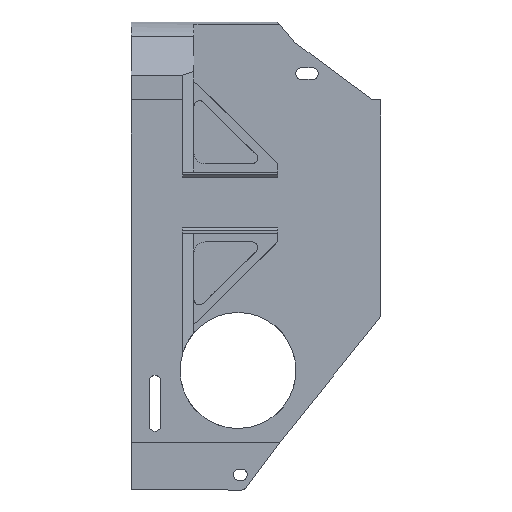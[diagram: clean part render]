
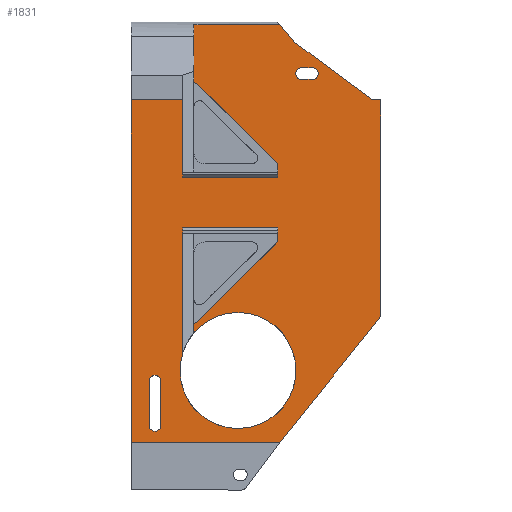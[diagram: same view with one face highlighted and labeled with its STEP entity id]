
A CAD part, left-side view. The second image highlights one B-rep face of the part: STEP entity #1831.
In plain terms, the highlighted planar face has unit normal (-1, 0, 0).
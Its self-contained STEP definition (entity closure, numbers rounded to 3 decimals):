
#60=FACE_BOUND('',#654,.T.);
#61=FACE_BOUND('',#655,.T.);
#62=FACE_BOUND('',#656,.T.);
#97=LINE('',#2637,#299);
#102=LINE('',#2651,#304);
#107=LINE('',#2665,#309);
#111=LINE('',#2677,#313);
#122=LINE('',#2703,#324);
#148=LINE('',#2760,#350);
#161=LINE('',#2785,#363);
#182=LINE('',#2843,#384);
#185=LINE('',#2849,#387);
#198=LINE('',#2882,#400);
#200=LINE('',#2886,#402);
#218=LINE('',#2939,#420);
#220=LINE('',#2943,#422);
#226=LINE('',#2959,#428);
#229=LINE('',#2967,#431);
#230=LINE('',#2969,#432);
#231=LINE('',#2971,#433);
#232=LINE('',#2973,#434);
#233=LINE('',#2975,#435);
#234=LINE('',#2976,#436);
#235=LINE('',#2978,#437);
#236=LINE('',#2979,#438);
#237=LINE('',#2981,#439);
#299=VECTOR('',#2115,10.);
#304=VECTOR('',#2128,10.);
#309=VECTOR('',#2141,10.);
#313=VECTOR('',#2153,10.);
#324=VECTOR('',#2176,10.);
#350=VECTOR('',#2220,10.);
#363=VECTOR('',#2241,10.);
#384=VECTOR('',#2298,10.);
#387=VECTOR('',#2303,10.);
#400=VECTOR('',#2328,10.);
#402=VECTOR('',#2332,10.);
#420=VECTOR('',#2384,10.);
#422=VECTOR('',#2388,10.);
#428=VECTOR('',#2402,10.);
#431=VECTOR('',#2411,10.);
#432=VECTOR('',#2412,10.);
#433=VECTOR('',#2413,10.);
#434=VECTOR('',#2414,10.);
#435=VECTOR('',#2415,10.);
#436=VECTOR('',#2416,10.);
#437=VECTOR('',#2417,10.);
#438=VECTOR('',#2418,10.);
#439=VECTOR('',#2419,10.);
#552=FACE_OUTER_BOUND('',#653,.T.);
#653=EDGE_LOOP('',(#1451,#1452,#1453,#1454,#1455,#1456,#1457,#1458,#1459,
#1460,#1461,#1462,#1463,#1464));
#654=EDGE_LOOP('',(#1465,#1466,#1467,#1468));
#655=EDGE_LOOP('',(#1469,#1470,#1471,#1472));
#656=EDGE_LOOP('',(#1473,#1474,#1475,#1476,#1477,#1478,#1479));
#710=CIRCLE('',#1950,2.1);
#712=CIRCLE('',#1954,2.1);
#715=CIRCLE('',#1959,2.1);
#717=CIRCLE('',#1963,2.1);
#734=CIRCLE('',#2031,20.75);
#735=CIRCLE('',#2032,20.75);
#761=VERTEX_POINT('',#2635);
#762=VERTEX_POINT('',#2636);
#765=VERTEX_POINT('',#2644);
#767=VERTEX_POINT('',#2650);
#771=VERTEX_POINT('',#2662);
#772=VERTEX_POINT('',#2664);
#774=VERTEX_POINT('',#2670);
#776=VERTEX_POINT('',#2676);
#784=VERTEX_POINT('',#2700);
#785=VERTEX_POINT('',#2702);
#806=VERTEX_POINT('',#2757);
#807=VERTEX_POINT('',#2759);
#815=VERTEX_POINT('',#2783);
#834=VERTEX_POINT('',#2841);
#836=VERTEX_POINT('',#2847);
#849=VERTEX_POINT('',#2879);
#850=VERTEX_POINT('',#2881);
#851=VERTEX_POINT('',#2885);
#869=VERTEX_POINT('',#2938);
#870=VERTEX_POINT('',#2942);
#876=VERTEX_POINT('',#2958);
#878=VERTEX_POINT('',#2966);
#879=VERTEX_POINT('',#2968);
#880=VERTEX_POINT('',#2970);
#881=VERTEX_POINT('',#2972);
#882=VERTEX_POINT('',#2974);
#883=VERTEX_POINT('',#2977);
#884=VERTEX_POINT('',#2980);
#885=VERTEX_POINT('',#2982);
#932=EDGE_CURVE('',#761,#762,#97,.T.);
#936=EDGE_CURVE('',#762,#765,#710,.T.);
#939=EDGE_CURVE('',#765,#767,#102,.T.);
#942=EDGE_CURVE('',#767,#761,#712,.T.);
#946=EDGE_CURVE('',#772,#771,#107,.T.);
#949=EDGE_CURVE('',#774,#772,#715,.T.);
#952=EDGE_CURVE('',#776,#774,#111,.T.);
#955=EDGE_CURVE('',#771,#776,#717,.T.);
#965=EDGE_CURVE('',#785,#784,#122,.T.);
#993=EDGE_CURVE('',#807,#806,#148,.T.);
#1006=EDGE_CURVE('',#806,#815,#161,.T.);
#1035=EDGE_CURVE('',#784,#834,#182,.T.);
#1038=EDGE_CURVE('',#834,#836,#185,.T.);
#1054=EDGE_CURVE('',#850,#849,#198,.T.);
#1056=EDGE_CURVE('',#850,#851,#200,.T.);
#1082=EDGE_CURVE('',#869,#807,#218,.T.);
#1084=EDGE_CURVE('',#836,#870,#220,.T.);
#1092=EDGE_CURVE('',#869,#876,#226,.T.);
#1096=EDGE_CURVE('',#815,#878,#229,.T.);
#1097=EDGE_CURVE('',#878,#879,#230,.T.);
#1098=EDGE_CURVE('',#879,#880,#231,.T.);
#1099=EDGE_CURVE('',#881,#880,#232,.T.);
#1100=EDGE_CURVE('',#881,#882,#233,.T.);
#1101=EDGE_CURVE('',#851,#882,#234,.T.);
#1102=EDGE_CURVE('',#849,#883,#235,.T.);
#1103=EDGE_CURVE('',#876,#883,#236,.T.);
#1104=EDGE_CURVE('',#884,#870,#237,.T.);
#1105=EDGE_CURVE('',#885,#884,#734,.T.);
#1106=EDGE_CURVE('',#785,#885,#735,.T.);
#1451=ORIENTED_EDGE('',*,*,#1082,.T.);
#1452=ORIENTED_EDGE('',*,*,#993,.T.);
#1453=ORIENTED_EDGE('',*,*,#1006,.T.);
#1454=ORIENTED_EDGE('',*,*,#1096,.T.);
#1455=ORIENTED_EDGE('',*,*,#1097,.T.);
#1456=ORIENTED_EDGE('',*,*,#1098,.T.);
#1457=ORIENTED_EDGE('',*,*,#1099,.F.);
#1458=ORIENTED_EDGE('',*,*,#1100,.T.);
#1459=ORIENTED_EDGE('',*,*,#1101,.F.);
#1460=ORIENTED_EDGE('',*,*,#1056,.F.);
#1461=ORIENTED_EDGE('',*,*,#1054,.T.);
#1462=ORIENTED_EDGE('',*,*,#1102,.T.);
#1463=ORIENTED_EDGE('',*,*,#1103,.F.);
#1464=ORIENTED_EDGE('',*,*,#1092,.F.);
#1465=ORIENTED_EDGE('',*,*,#939,.T.);
#1466=ORIENTED_EDGE('',*,*,#942,.T.);
#1467=ORIENTED_EDGE('',*,*,#932,.T.);
#1468=ORIENTED_EDGE('',*,*,#936,.T.);
#1469=ORIENTED_EDGE('',*,*,#952,.T.);
#1470=ORIENTED_EDGE('',*,*,#949,.T.);
#1471=ORIENTED_EDGE('',*,*,#946,.T.);
#1472=ORIENTED_EDGE('',*,*,#955,.T.);
#1473=ORIENTED_EDGE('',*,*,#1084,.T.);
#1474=ORIENTED_EDGE('',*,*,#1104,.F.);
#1475=ORIENTED_EDGE('',*,*,#1105,.F.);
#1476=ORIENTED_EDGE('',*,*,#1106,.F.);
#1477=ORIENTED_EDGE('',*,*,#965,.T.);
#1478=ORIENTED_EDGE('',*,*,#1035,.T.);
#1479=ORIENTED_EDGE('',*,*,#1038,.T.);
#1750=PLANE('',#2030);
#1831=ADVANCED_FACE('',(#552,#60,#61,#62),#1750,.F.);
#1950=AXIS2_PLACEMENT_3D('',#2645,#2121,#2122);
#1954=AXIS2_PLACEMENT_3D('',#2656,#2133,#2134);
#1959=AXIS2_PLACEMENT_3D('',#2671,#2147,#2148);
#1963=AXIS2_PLACEMENT_3D('',#2681,#2159,#2160);
#2030=AXIS2_PLACEMENT_3D('',#2965,#2409,#2410);
#2031=AXIS2_PLACEMENT_3D('',#2983,#2420,#2421);
#2032=AXIS2_PLACEMENT_3D('',#2984,#2422,#2423);
#2115=DIRECTION('',(0.,0.,-1.));
#2121=DIRECTION('center_axis',(1.,0.,0.));
#2122=DIRECTION('ref_axis',(0.,-1.,0.));
#2128=DIRECTION('',(0.,0.,1.));
#2133=DIRECTION('center_axis',(1.,0.,0.));
#2134=DIRECTION('ref_axis',(0.,1.,0.));
#2141=DIRECTION('',(0.,1.,0.));
#2147=DIRECTION('center_axis',(1.,0.,0.));
#2148=DIRECTION('ref_axis',(0.,0.,-1.));
#2153=DIRECTION('',(0.,-1.,0.));
#2159=DIRECTION('center_axis',(1.,0.,0.));
#2160=DIRECTION('ref_axis',(0.,0.,1.));
#2176=DIRECTION('',(0.,0.,1.));
#2220=DIRECTION('',(0.,0.,-1.));
#2241=DIRECTION('',(0.,1.,0.));
#2298=DIRECTION('',(0.,-1.,0.));
#2303=DIRECTION('',(0.,0.,-1.));
#2328=DIRECTION('',(0.,0.803,0.596));
#2332=DIRECTION('',(0.,-1.,0.));
#2384=DIRECTION('',(0.,-0.713,-0.701));
#2388=DIRECTION('',(0.,0.713,-0.701));
#2402=DIRECTION('',(0.,0.,1.));
#2409=DIRECTION('center_axis',(1.,0.,0.));
#2410=DIRECTION('ref_axis',(0.,0.,-1.));
#2411=DIRECTION('',(0.,0.,1.));
#2412=DIRECTION('',(0.,1.,0.));
#2413=DIRECTION('',(0.,0.,-1.));
#2414=DIRECTION('',(0.,1.,0.));
#2415=DIRECTION('',(0.,-0.625,0.78));
#2416=DIRECTION('',(0.,0.,-1.));
#2417=DIRECTION('',(0.,0.644,0.765));
#2418=DIRECTION('',(0.,-1.,0.));
#2419=DIRECTION('',(0.,0.,1.));
#2420=DIRECTION('center_axis',(-1.,0.,0.));
#2421=DIRECTION('ref_axis',(0.,0.,-1.));
#2422=DIRECTION('center_axis',(-1.,0.,0.));
#2423=DIRECTION('ref_axis',(0.,0.,-1.));
#2635=CARTESIAN_POINT('',(359.073,30.328,-43.211));
#2636=CARTESIAN_POINT('',(359.073,30.328,-59.011));
#2637=CARTESIAN_POINT('',(359.073,30.328,-29.213));
#2644=CARTESIAN_POINT('',(359.073,34.528,-59.011));
#2645=CARTESIAN_POINT('Origin',(359.073,32.428,-59.011));
#2650=CARTESIAN_POINT('',(359.073,34.528,-43.211));
#2651=CARTESIAN_POINT('',(359.073,34.528,-21.313));
#2656=CARTESIAN_POINT('Origin',(359.073,32.428,-43.211));
#2662=CARTESIAN_POINT('',(359.073,-20.037,64.784));
#2664=CARTESIAN_POINT('',(359.073,-23.837,64.784));
#2665=CARTESIAN_POINT('',(359.073,-5.774,64.784));
#2670=CARTESIAN_POINT('',(359.073,-23.837,68.984));
#2671=CARTESIAN_POINT('Origin',(359.073,-23.837,66.884));
#2676=CARTESIAN_POINT('',(359.073,-20.037,68.984));
#2677=CARTESIAN_POINT('',(359.073,-3.874,68.984));
#2681=CARTESIAN_POINT('Origin',(359.073,-20.037,66.884));
#2700=CARTESIAN_POINT('',(359.073,22.483,9.637));
#2702=CARTESIAN_POINT('',(359.073,22.483,-32.994));
#2703=CARTESIAN_POINT('',(359.073,22.483,-38.273));
#2757=CARTESIAN_POINT('',(359.073,-11.517,31.637));
#2759=CARTESIAN_POINT('',(359.073,-11.517,34.637));
#2760=CARTESIAN_POINT('',(359.073,-11.517,16.61));
#2783=CARTESIAN_POINT('',(359.073,22.483,31.637));
#2785=CARTESIAN_POINT('',(359.073,22.483,31.637));
#2841=CARTESIAN_POINT('',(359.073,-11.517,9.637));
#2843=CARTESIAN_POINT('',(359.073,-11.517,9.637));
#2847=CARTESIAN_POINT('',(359.073,-11.517,6.637));
#2849=CARTESIAN_POINT('',(359.073,-11.517,4.61));
#2879=CARTESIAN_POINT('',(359.073,-17.281,78.299));
#2881=CARTESIAN_POINT('',(359.073,-45.351,57.441));
#2882=CARTESIAN_POINT('',(359.073,-45.351,57.441));
#2885=CARTESIAN_POINT('',(359.073,-48.351,57.441));
#2886=CARTESIAN_POINT('',(359.073,-38.351,57.441));
#2938=CARTESIAN_POINT('',(359.073,18.483,64.152));
#2939=CARTESIAN_POINT('',(359.073,1.02,46.97));
#2942=CARTESIAN_POINT('',(359.073,18.483,-22.878));
#2943=CARTESIAN_POINT('',(359.073,-3.955,-0.802));
#2958=CARTESIAN_POINT('',(359.073,18.483,84.402));
#2959=CARTESIAN_POINT('',(359.073,18.483,-77.13));
#2965=CARTESIAN_POINT('Origin',(359.073,12.288,0.584));
#2966=CARTESIAN_POINT('',(359.073,22.483,57.441));
#2967=CARTESIAN_POINT('',(359.073,22.483,-38.273));
#2968=CARTESIAN_POINT('',(359.073,40.928,57.441));
#2969=CARTESIAN_POINT('',(359.073,-17.031,57.441));
#2970=CARTESIAN_POINT('',(359.073,40.928,-65.111));
#2971=CARTESIAN_POINT('',(359.073,40.928,-60.111));
#2972=CARTESIAN_POINT('',(359.073,-12.269,-65.111));
#2973=CARTESIAN_POINT('',(359.073,-12.269,-65.111));
#2974=CARTESIAN_POINT('',(359.073,-48.351,-20.089));
#2975=CARTESIAN_POINT('',(359.073,-12.269,-65.111));
#2976=CARTESIAN_POINT('',(359.073,-48.351,57.441));
#2977=CARTESIAN_POINT('',(359.073,-12.147,84.402));
#2978=CARTESIAN_POINT('',(359.073,-33.351,59.191));
#2979=CARTESIAN_POINT('',(359.073,40.928,84.402));
#2980=CARTESIAN_POINT('',(359.073,18.483,-25.851));
#2981=CARTESIAN_POINT('',(359.073,18.483,-77.13));
#2982=CARTESIAN_POINT('',(359.073,2.734,-18.611));
#2983=CARTESIAN_POINT('Origin',(359.073,2.734,-39.361));
#2984=CARTESIAN_POINT('Origin',(359.073,2.734,-39.361));
